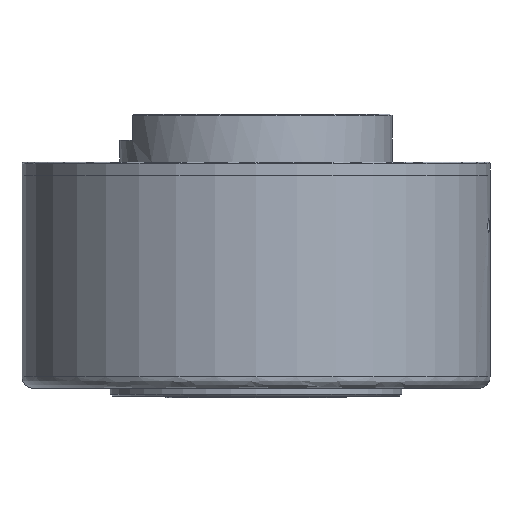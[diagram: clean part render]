
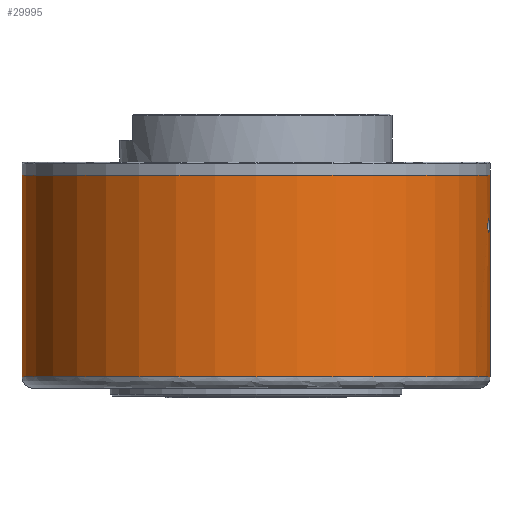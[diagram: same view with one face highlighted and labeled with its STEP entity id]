
A CAD part, front view. The second image highlights one B-rep face of the part: STEP entity #29995.
In plain terms, the highlighted cylindrical face has radius 61 mm (diameter 122 mm), a partial arc.
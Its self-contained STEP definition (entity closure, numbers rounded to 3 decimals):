
#1582 = CARTESIAN_POINT ( 'NONE',  ( 60.525, -7.595, 34.567 ) ) ;
#1684 = CARTESIAN_POINT ( 'NONE',  ( 60.702, -6.031, 34.246 ) ) ;
#1738 = CARTESIAN_POINT ( 'NONE',  ( 60.601, -6.966, 37.742 ) ) ;
#1892 = CARTESIAN_POINT ( 'NONE',  ( 60.445, -8.207, 35.417 ) ) ;
#1983 = VECTOR ( 'NONE', #2923, 1000. ) ;
#1990 = B_SPLINE_CURVE_WITH_KNOTS ( 'NONE', 3,
 ( #6666, #27778, #28252, #25451, #20718, #13701, #16233, #6348, #16384, #2151, #13848, #11044, #20581, #8692, #4310, #23389, #30120, #11351, #4005, #15916, #30270, #23237, #13999, #1684, #18418, #11202 ),
 .UNSPECIFIED., .F., .F.,
 ( 4, 2, 2, 2, 2, 2, 2, 2, 2, 2, 2, 2, 4 ),
 ( 0.011, 0.012, 0.012, 0.013, 0.013, 0.013, 0.014, 0.015, 0.015, 0.015, 0.016, 0.016, 0.017 ),
 .UNSPECIFIED. ) ;
#2151 = CARTESIAN_POINT ( 'NONE',  ( 60.812, -4.792, 36.58 ) ) ;
#2923 = DIRECTION ( 'NONE',  ( 0., 0., -1. ) ) ;
#3496 = ORIENTED_EDGE ( 'NONE', *, *, #21999, .T. ) ;
#3634 = CARTESIAN_POINT ( 'NONE',  ( -61., 0., 35.6 ) ) ;
#3645 = EDGE_CURVE ( 'NONE', #18489, #8514, #21159, .T. ) ;
#3770 = CARTESIAN_POINT ( 'NONE',  ( 60.525, -7.596, 37.433 ) ) ;
#3921 = CARTESIAN_POINT ( 'NONE',  ( 60.588, -7.079, 34.292 ) ) ;
#4005 = CARTESIAN_POINT ( 'NONE',  ( 60.783, -5.145, 34.809 ) ) ;
#4185 = AXIS2_PLACEMENT_3D ( 'NONE', #5204, #14914, #5687 ) ;
#4222 = CARTESIAN_POINT ( 'NONE',  ( 60.64, -6.618, 34.2 ) ) ;
#4310 = CARTESIAN_POINT ( 'NONE',  ( 60.815, -4.748, 35.526 ) ) ;
#4680 = FACE_OUTER_BOUND ( 'NONE', #29717, .T. ) ;
#4827 = CARTESIAN_POINT ( 'NONE',  ( 0., 0., 35.6 ) ) ;
#5204 = CARTESIAN_POINT ( 'NONE',  ( 0., 0., -3.4 ) ) ;
#5687 = DIRECTION ( 'NONE',  ( -1., 0., 0. ) ) ;
#5830 = CARTESIAN_POINT ( 'NONE',  ( 0., 0., 49.2 ) ) ;
#6107 = CARTESIAN_POINT ( 'NONE',  ( 60.434, -8.288, 35.764 ) ) ;
#6252 = CARTESIAN_POINT ( 'NONE',  ( 60.441, -8.242, 36.468 ) ) ;
#6348 = CARTESIAN_POINT ( 'NONE',  ( 60.8, -4.939, 36.903 ) ) ;
#6404 = CARTESIAN_POINT ( 'NONE',  ( 60.653, -6.5, 37.8 ) ) ;
#6666 = CARTESIAN_POINT ( 'NONE',  ( 60.653, -6.5, 37.8 ) ) ;
#7208 = ORIENTED_EDGE ( 'NONE', *, *, #3645, .T. ) ;
#7312 = DIRECTION ( 'NONE',  ( -1., 0., 0. ) ) ;
#8099 = ORIENTED_EDGE ( 'NONE', *, *, #25966, .T. ) ;
#8457 = CARTESIAN_POINT ( 'NONE',  ( 60.55, -7.399, 34.436 ) ) ;
#8514 = VERTEX_POINT ( 'NONE', #27942 ) ;
#8692 = CARTESIAN_POINT ( 'NONE',  ( 60.819, -4.7, 35.764 ) ) ;
#8749 = CARTESIAN_POINT ( 'NONE',  ( 60.562, -7.296, 37.619 ) ) ;
#8927 = CARTESIAN_POINT ( 'NONE',  ( 61., 0., 49.2 ) ) ;
#9834 = EDGE_CURVE ( 'NONE', #13609, #14495, #11265, .T. ) ;
#10236 = AXIS2_PLACEMENT_3D ( 'NONE', #5830, #24924, #27842 ) ;
#10956 = CARTESIAN_POINT ( 'NONE',  ( 60.514, -7.687, 37.359 ) ) ;
#11044 = CARTESIAN_POINT ( 'NONE',  ( 60.818, -4.712, 36.235 ) ) ;
#11104 = CARTESIAN_POINT ( 'NONE',  ( 60.434, -8.288, 36.237 ) ) ;
#11202 = CARTESIAN_POINT ( 'NONE',  ( 60.653, -6.5, 34.2 ) ) ;
#11265 = CIRCLE ( 'NONE', #10236, 61. ) ;
#11351 = CARTESIAN_POINT ( 'NONE',  ( 60.789, -5.071, 34.899 ) ) ;
#11406 = CARTESIAN_POINT ( 'NONE',  ( 60.441, -8.242, 35.532 ) ) ;
#12121 = VERTEX_POINT ( 'NONE', #28119 ) ;
#12726 = CARTESIAN_POINT ( 'NONE',  ( -61., 0., -3.4 ) ) ;
#13609 = VERTEX_POINT ( 'NONE', #8927 ) ;
#13701 = CARTESIAN_POINT ( 'NONE',  ( 60.783, -5.144, 37.189 ) ) ;
#13749 = CARTESIAN_POINT ( 'NONE',  ( 60.562, -7.296, 34.381 ) ) ;
#13848 = CARTESIAN_POINT ( 'NONE',  ( 60.814, -4.758, 36.467 ) ) ;
#13999 = CARTESIAN_POINT ( 'NONE',  ( 60.733, -5.703, 34.382 ) ) ;
#14495 = VERTEX_POINT ( 'NONE', #21264 ) ;
#14914 = DIRECTION ( 'NONE',  ( 0., 0., 1. ) ) ;
#15665 = CARTESIAN_POINT ( 'NONE',  ( 60.433, -8.3, 36.117 ) ) ;
#15916 = CARTESIAN_POINT ( 'NONE',  ( 60.768, -5.312, 34.643 ) ) ;
#16233 = CARTESIAN_POINT ( 'NONE',  ( 60.789, -5.069, 37.099 ) ) ;
#16384 = CARTESIAN_POINT ( 'NONE',  ( 60.804, -4.882, 36.798 ) ) ;
#16583 = VERTEX_POINT ( 'NONE', #27353 ) ;
#18021 = CARTESIAN_POINT ( 'NONE',  ( 60.514, -7.688, 34.642 ) ) ;
#18211 = B_SPLINE_CURVE_WITH_KNOTS ( 'NONE', 3,
 ( #30022, #4222, #20326, #29867, #3921, #13749, #8457, #1582, #18021, #27685, #20943, #1892, #11406, #6107, #27532, #15665, #11104, #6252, #20633, #23149, #30173, #10956, #3770, #20479, #8749, #25504, #1738, #18318, #27837, #6404 ),
 .UNSPECIFIED., .F., .F.,
 ( 4, 2, 2, 2, 2, 2, 2, 2, 2, 2, 2, 2, 2, 2, 4 ),
 ( 0.005, 0.006, 0.006, 0.006, 0.007, 0.007, 0.008, 0.008, 0.009, 0.009, 0.01, 0.01, 0.01, 0.011, 0.011 ),
 .UNSPECIFIED. ) ;
#18318 = CARTESIAN_POINT ( 'NONE',  ( 60.627, -6.736, 37.788 ) ) ;
#18418 = CARTESIAN_POINT ( 'NONE',  ( 60.678, -6.264, 34.2 ) ) ;
#18489 = VERTEX_POINT ( 'NONE', #12726 ) ;
#18626 = DIRECTION ( 'NONE',  ( 0., 0., -1. ) ) ;
#18691 = ORIENTED_EDGE ( 'NONE', *, *, #23461, .F. ) ;
#19977 = ORIENTED_EDGE ( 'NONE', *, *, #9834, .T. ) ;
#20326 = CARTESIAN_POINT ( 'NONE',  ( 60.627, -6.735, 34.212 ) ) ;
#20475 = ORIENTED_EDGE ( 'NONE', *, *, #29961, .T. ) ;
#20479 = CARTESIAN_POINT ( 'NONE',  ( 60.549, -7.401, 37.563 ) ) ;
#20581 = CARTESIAN_POINT ( 'NONE',  ( 60.819, -4.7, 36.116 ) ) ;
#20633 = CARTESIAN_POINT ( 'NONE',  ( 60.445, -8.208, 36.581 ) ) ;
#20718 = CARTESIAN_POINT ( 'NONE',  ( 60.761, -5.395, 37.441 ) ) ;
#20943 = CARTESIAN_POINT ( 'NONE',  ( 60.464, -8.072, 35.092 ) ) ;
#21159 = CIRCLE ( 'NONE', #4185, 61. ) ;
#21264 = CARTESIAN_POINT ( 'NONE',  ( -61., 0., 49.2 ) ) ;
#21558 = FACE_BOUND ( 'NONE', #21911, .T. ) ;
#21911 = EDGE_LOOP ( 'NONE', ( #20475, #8099 ) ) ;
#21999 = EDGE_CURVE ( 'NONE', #14495, #18489, #25042, .T. ) ;
#23149 = CARTESIAN_POINT ( 'NONE',  ( 60.464, -8.071, 36.91 ) ) ;
#23237 = CARTESIAN_POINT ( 'NONE',  ( 60.742, -5.6, 34.437 ) ) ;
#23389 = CARTESIAN_POINT ( 'NONE',  ( 60.804, -4.883, 35.201 ) ) ;
#23461 = EDGE_CURVE ( 'NONE', #13609, #8514, #24300, .T. ) ;
#23696 = CARTESIAN_POINT ( 'NONE',  ( 61., 0., 35.6 ) ) ;
#24047 = CYLINDRICAL_SURFACE ( 'NONE', #25427, 61. ) ;
#24300 = LINE ( 'NONE', #23696, #1983 ) ;
#24924 = DIRECTION ( 'NONE',  ( 0., 0., -1. ) ) ;
#25042 = LINE ( 'NONE', #3634, #29657 ) ;
#25427 = AXIS2_PLACEMENT_3D ( 'NONE', #4827, #18626, #7312 ) ;
#25451 = CARTESIAN_POINT ( 'NONE',  ( 60.743, -5.593, 37.573 ) ) ;
#25504 = CARTESIAN_POINT ( 'NONE',  ( 60.588, -7.078, 37.709 ) ) ;
#25966 = EDGE_CURVE ( 'NONE', #12121, #16583, #1990, .T. ) ;
#27353 = CARTESIAN_POINT ( 'NONE',  ( 60.653, -6.5, 34.2 ) ) ;
#27532 = CARTESIAN_POINT ( 'NONE',  ( 60.433, -8.3, 35.881 ) ) ;
#27685 = CARTESIAN_POINT ( 'NONE',  ( 60.482, -7.937, 34.891 ) ) ;
#27778 = CARTESIAN_POINT ( 'NONE',  ( 60.678, -6.266, 37.8 ) ) ;
#27837 = CARTESIAN_POINT ( 'NONE',  ( 60.64, -6.617, 37.8 ) ) ;
#27842 = DIRECTION ( 'NONE',  ( -1., 0., 0. ) ) ;
#27942 = CARTESIAN_POINT ( 'NONE',  ( 61., 0., -3.4 ) ) ;
#28119 = CARTESIAN_POINT ( 'NONE',  ( 60.653, -6.5, 37.8 ) ) ;
#28252 = CARTESIAN_POINT ( 'NONE',  ( 60.702, -6.031, 37.754 ) ) ;
#29657 = VECTOR ( 'NONE', #30185, 1000. ) ;
#29717 = EDGE_LOOP ( 'NONE', ( #18691, #19977, #3496, #7208 ) ) ;
#29867 = CARTESIAN_POINT ( 'NONE',  ( 60.601, -6.965, 34.257 ) ) ;
#29961 = EDGE_CURVE ( 'NONE', #16583, #12121, #18211, .T. ) ;
#29995 = ADVANCED_FACE ( 'NONE', ( #4680, #21558 ), #24047, .T. ) ;
#30022 = CARTESIAN_POINT ( 'NONE',  ( 60.653, -6.5, 34.2 ) ) ;
#30120 = CARTESIAN_POINT ( 'NONE',  ( 60.8, -4.939, 35.095 ) ) ;
#30173 = CARTESIAN_POINT ( 'NONE',  ( 60.481, -7.938, 37.108 ) ) ;
#30185 = DIRECTION ( 'NONE',  ( 0., 0., -1. ) ) ;
#30270 = CARTESIAN_POINT ( 'NONE',  ( 60.76, -5.405, 34.567 ) ) ;
